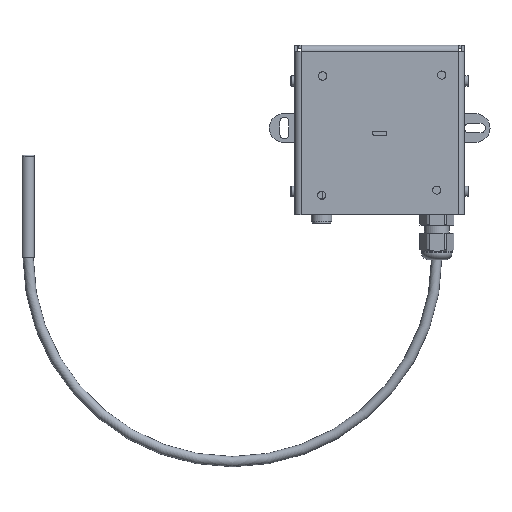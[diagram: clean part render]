
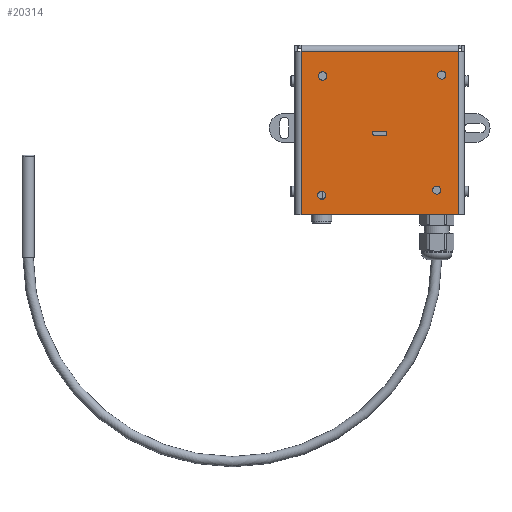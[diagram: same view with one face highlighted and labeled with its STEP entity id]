
A CAD part, top view. The second image highlights one B-rep face of the part: STEP entity #20314.
In plain terms, the highlighted face is planar.
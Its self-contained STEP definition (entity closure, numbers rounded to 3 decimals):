
#1001=FACE_BOUND('',#8104,.T.);
#1002=FACE_BOUND('',#8105,.T.);
#1003=FACE_BOUND('',#8106,.T.);
#1004=FACE_BOUND('',#8107,.T.);
#1005=FACE_BOUND('',#8108,.T.);
#1325=PLANE('',#22180);
#2101=LINE('',#30028,#4248);
#2107=LINE('',#30043,#4254);
#2111=LINE('',#30055,#4258);
#2114=LINE('',#30064,#4261);
#2529=LINE('',#31229,#4676);
#2542=LINE('',#31260,#4689);
#2550=LINE('',#31283,#4697);
#2555=LINE('',#31299,#4702);
#4248=VECTOR('',#24215,10.);
#4254=VECTOR('',#24229,10.);
#4258=VECTOR('',#24241,10.);
#4261=VECTOR('',#24252,10.);
#4676=VECTOR('',#25379,10.);
#4689=VECTOR('',#25418,10.);
#4697=VECTOR('',#25448,10.);
#4702=VECTOR('',#25473,10.);
#6858=FACE_OUTER_BOUND('',#8103,.T.);
#8103=EDGE_LOOP('',(#16331,#16332,#16333,#16334));
#8104=EDGE_LOOP('',(#16335));
#8105=EDGE_LOOP('',(#16336));
#8106=EDGE_LOOP('',(#16337));
#8107=EDGE_LOOP('',(#16338));
#8108=EDGE_LOOP('',(#16339,#16340,#16341,#16342,#16343,#16344,#16345,#16346));
#9007=CIRCLE('',#21776,0.5);
#9009=CIRCLE('',#21780,0.5);
#9011=CIRCLE('',#21784,0.5);
#9013=CIRCLE('',#21788,0.5);
#9171=CIRCLE('',#22130,2.);
#9173=CIRCLE('',#22133,2.);
#9175=CIRCLE('',#22136,2.);
#9177=CIRCLE('',#22139,2.);
#9770=VERTEX_POINT('',#30018);
#9771=VERTEX_POINT('',#30019);
#9774=VERTEX_POINT('',#30027);
#9776=VERTEX_POINT('',#30033);
#9777=VERTEX_POINT('',#30034);
#9780=VERTEX_POINT('',#30045);
#9781=VERTEX_POINT('',#30046);
#9784=VERTEX_POINT('',#30057);
#10159=VERTEX_POINT('',#31174);
#10161=VERTEX_POINT('',#31180);
#10163=VERTEX_POINT('',#31186);
#10165=VERTEX_POINT('',#31192);
#10178=VERTEX_POINT('',#31226);
#10179=VERTEX_POINT('',#31228);
#10184=VERTEX_POINT('',#31258);
#10188=VERTEX_POINT('',#31282);
#11735=EDGE_CURVE('',#9770,#9771,#9007,.T.);
#11739=EDGE_CURVE('',#9774,#9771,#2101,.T.);
#11742=EDGE_CURVE('',#9776,#9777,#9009,.T.);
#11747=EDGE_CURVE('',#9770,#9777,#2107,.T.);
#11748=EDGE_CURVE('',#9780,#9781,#9011,.T.);
#11753=EDGE_CURVE('',#9776,#9781,#2111,.T.);
#11754=EDGE_CURVE('',#9774,#9784,#9013,.T.);
#11758=EDGE_CURVE('',#9780,#9784,#2114,.T.);
#12312=EDGE_CURVE('',#10159,#10159,#9171,.T.);
#12315=EDGE_CURVE('',#10161,#10161,#9173,.T.);
#12318=EDGE_CURVE('',#10163,#10163,#9175,.T.);
#12321=EDGE_CURVE('',#10165,#10165,#9177,.T.);
#12338=EDGE_CURVE('',#10179,#10178,#2529,.T.);
#12355=EDGE_CURVE('',#10178,#10184,#2542,.T.);
#12367=EDGE_CURVE('',#10188,#10179,#2550,.T.);
#12375=EDGE_CURVE('',#10188,#10184,#2555,.T.);
#16331=ORIENTED_EDGE('',*,*,#12338,.T.);
#16332=ORIENTED_EDGE('',*,*,#12355,.T.);
#16333=ORIENTED_EDGE('',*,*,#12375,.F.);
#16334=ORIENTED_EDGE('',*,*,#12367,.T.);
#16335=ORIENTED_EDGE('',*,*,#12312,.T.);
#16336=ORIENTED_EDGE('',*,*,#12315,.T.);
#16337=ORIENTED_EDGE('',*,*,#12318,.T.);
#16338=ORIENTED_EDGE('',*,*,#12321,.T.);
#16339=ORIENTED_EDGE('',*,*,#11753,.T.);
#16340=ORIENTED_EDGE('',*,*,#11748,.F.);
#16341=ORIENTED_EDGE('',*,*,#11758,.T.);
#16342=ORIENTED_EDGE('',*,*,#11754,.F.);
#16343=ORIENTED_EDGE('',*,*,#11739,.T.);
#16344=ORIENTED_EDGE('',*,*,#11735,.F.);
#16345=ORIENTED_EDGE('',*,*,#11747,.T.);
#16346=ORIENTED_EDGE('',*,*,#11742,.F.);
#20314=ADVANCED_FACE('',(#6858,#1001,#1002,#1003,#1004,#1005),#1325,.F.);
#21776=AXIS2_PLACEMENT_3D('',#30020,#24207,#24208);
#21780=AXIS2_PLACEMENT_3D('',#30035,#24220,#24221);
#21784=AXIS2_PLACEMENT_3D('',#30047,#24232,#24233);
#21788=AXIS2_PLACEMENT_3D('',#30058,#24244,#24245);
#22130=AXIS2_PLACEMENT_3D('',#31175,#25328,#25329);
#22133=AXIS2_PLACEMENT_3D('',#31181,#25335,#25336);
#22136=AXIS2_PLACEMENT_3D('',#31187,#25342,#25343);
#22139=AXIS2_PLACEMENT_3D('',#31193,#25349,#25350);
#22180=AXIS2_PLACEMENT_3D('',#31298,#25471,#25472);
#24207=DIRECTION('center_axis',(0.,0.,-1.));
#24208=DIRECTION('ref_axis',(0.707,0.707,0.));
#24215=DIRECTION('',(0.,1.,0.));
#24220=DIRECTION('center_axis',(0.,0.,-1.));
#24221=DIRECTION('ref_axis',(-0.707,0.707,0.));
#24229=DIRECTION('',(-1.,0.,0.));
#24232=DIRECTION('center_axis',(0.,0.,-1.));
#24233=DIRECTION('ref_axis',(-0.707,-0.707,0.));
#24241=DIRECTION('',(0.,-1.,0.));
#24244=DIRECTION('center_axis',(0.,0.,-1.));
#24245=DIRECTION('ref_axis',(0.707,-0.707,0.));
#24252=DIRECTION('',(1.,0.,0.));
#25328=DIRECTION('center_axis',(0.,0.,1.));
#25329=DIRECTION('ref_axis',(1.,0.,0.));
#25335=DIRECTION('center_axis',(0.,0.,1.));
#25336=DIRECTION('ref_axis',(1.,0.,0.));
#25342=DIRECTION('center_axis',(0.,0.,1.));
#25343=DIRECTION('ref_axis',(1.,0.,0.));
#25349=DIRECTION('center_axis',(0.,0.,1.));
#25350=DIRECTION('ref_axis',(1.,0.,0.));
#25379=DIRECTION('',(1.,0.,0.));
#25418=DIRECTION('',(0.,-1.,0.));
#25448=DIRECTION('',(0.,1.,0.));
#25471=DIRECTION('center_axis',(0.,0.,1.));
#25472=DIRECTION('ref_axis',(1.,0.,0.));
#25473=DIRECTION('',(1.,0.,0.));
#30018=CARTESIAN_POINT('',(44.5,41.,0.));
#30019=CARTESIAN_POINT('',(45.,40.5,0.));
#30020=CARTESIAN_POINT('Origin',(44.5,40.5,0.));
#30027=CARTESIAN_POINT('',(45.,39.5,0.));
#30028=CARTESIAN_POINT('',(45.,40.25,0.));
#30033=CARTESIAN_POINT('',(38.,40.5,0.));
#30034=CARTESIAN_POINT('',(38.5,41.,0.));
#30035=CARTESIAN_POINT('Origin',(38.5,40.5,0.));
#30043=CARTESIAN_POINT('',(43.25,41.,0.));
#30045=CARTESIAN_POINT('',(38.5,39.,0.));
#30046=CARTESIAN_POINT('',(38.,39.5,0.));
#30047=CARTESIAN_POINT('Origin',(38.5,39.5,0.));
#30055=CARTESIAN_POINT('',(38.,41.25,0.));
#30057=CARTESIAN_POINT('',(44.5,39.,0.));
#30058=CARTESIAN_POINT('Origin',(44.5,39.5,0.));
#30064=CARTESIAN_POINT('',(39.75,39.,0.));
#31174=CARTESIAN_POINT('',(67.9,9.6,0.));
#31175=CARTESIAN_POINT('Origin',(69.9,9.6,0.));
#31180=CARTESIAN_POINT('',(11.57,12.07,0.));
#31181=CARTESIAN_POINT('Origin',(13.57,12.07,0.));
#31186=CARTESIAN_POINT('',(67.431,67.931,0.));
#31187=CARTESIAN_POINT('Origin',(69.431,67.931,0.));
#31192=CARTESIAN_POINT('',(9.1,68.4,0.));
#31193=CARTESIAN_POINT('Origin',(11.1,68.4,0.));
#31226=CARTESIAN_POINT('',(80.,80.,0.));
#31228=CARTESIAN_POINT('',(3.,80.,0.));
#31229=CARTESIAN_POINT('',(60.75,80.,0.));
#31258=CARTESIAN_POINT('',(80.,0.,0.));
#31260=CARTESIAN_POINT('',(80.,20.75,0.));
#31282=CARTESIAN_POINT('',(3.,0.,0.));
#31283=CARTESIAN_POINT('',(3.,60.75,0.));
#31298=CARTESIAN_POINT('Origin',(41.5,41.5,0.));
#31299=CARTESIAN_POINT('',(0.,0.,0.));
